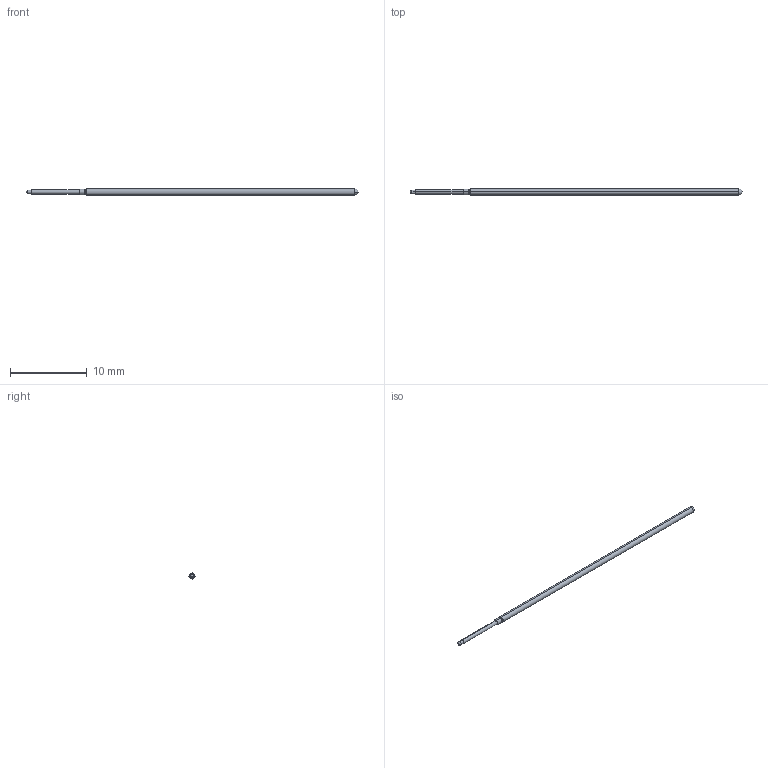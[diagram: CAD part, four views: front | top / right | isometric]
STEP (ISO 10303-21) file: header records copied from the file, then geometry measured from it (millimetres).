
FILE_DESCRIPTION (( 'STEP AP214' ), '1' );
FILE_NAME ('050-PRP2540_-_.STEP', '2013-03-04T19:44:12', ( 'Authorized User' ), ( '' ), 'SwSTEP 2.0', 'SolidWorks 2012', '' );
FILE_SCHEMA (( 'AUTOMOTIVE_DESIGN' ));
Length unit declared in the file: inch
Products named in the file (1): 050-PRP2540_-_
Bounding box: 43.18 x 0.78 x 0.78 mm (x, y, z)
Volume: 18.8 mm3; surface area: 100.7 mm2
Topology: 1 solids, 1 shells, 21 faces, 51 edges, 29 vertices
Faces by surface type: cone 6, cylinder 6, torus 4, sphere 4, plane 1
Entity records: 610 total; most frequent: DIRECTION 120, CARTESIAN_POINT 92, ORIENTED_EDGE 88, AXIS2_PLACEMENT_3D 54, EDGE_CURVE 44, CIRCLE 32, VERTEX_POINT 26, EDGE_LOOP 22
